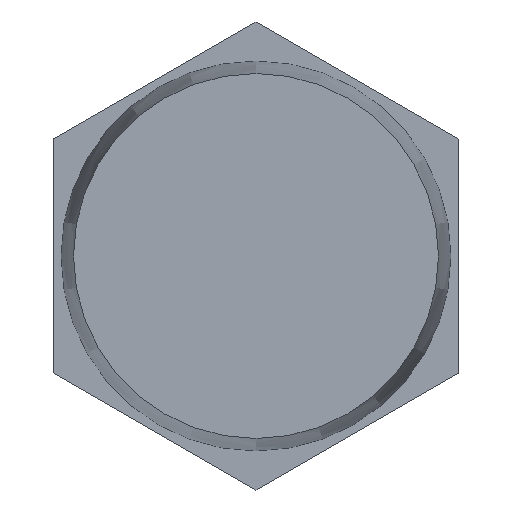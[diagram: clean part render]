
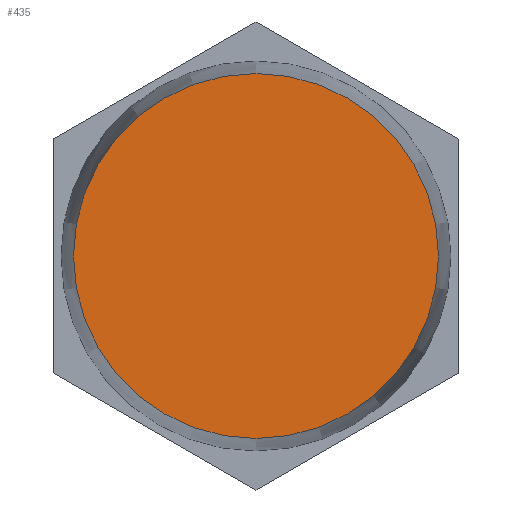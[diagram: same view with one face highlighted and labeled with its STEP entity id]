
A CAD part, front view. The second image highlights one B-rep face of the part: STEP entity #435.
In plain terms, the highlighted planar face has unit normal (0, -1, 0).
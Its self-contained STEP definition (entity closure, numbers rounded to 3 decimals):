
#68=PLANE('',#465);
#116=ORIENTED_EDGE('',*,*,#157,.T.);
#157=EDGE_CURVE('',#182,#182,#195,.T.);
#182=VERTEX_POINT('',#618);
#195=CIRCLE('',#464,6.421);
#217=EDGE_LOOP('',(#116));
#251=FACE_BOUND('',#217,.T.);
#435=ADVANCED_FACE('',(#251),#68,.T.);
#464=AXIS2_PLACEMENT_3D('',#617,#530,#531);
#465=AXIS2_PLACEMENT_3D('',#619,#532,#533);
#530=DIRECTION('',(0.,-1.,0.));
#531=DIRECTION('',(0.,0.,-1.));
#532=DIRECTION('',(0.,-1.,0.));
#533=DIRECTION('',(0.,0.,-1.));
#617=CARTESIAN_POINT('',(0.,-10.5,0.));
#618=CARTESIAN_POINT('',(0.,-10.5,-6.421));
#619=CARTESIAN_POINT('',(0.,-10.5,0.));
